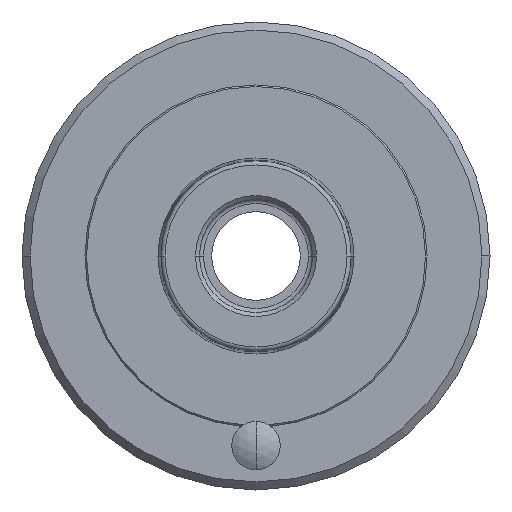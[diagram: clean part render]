
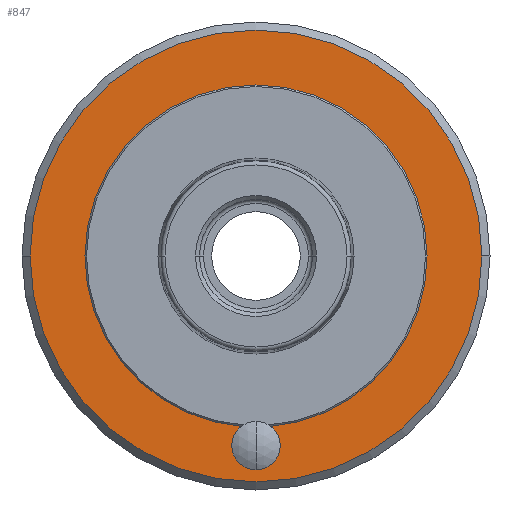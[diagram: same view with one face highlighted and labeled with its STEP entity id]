
A CAD part, left-side view. The second image highlights one B-rep face of the part: STEP entity #847.
In plain terms, the highlighted planar face has unit normal (-1, 0, 0).
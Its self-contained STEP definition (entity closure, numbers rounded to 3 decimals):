
#847=ADVANCED_FACE('',(#1090,#1091),#979,.T.);
#979=PLANE('',#2995);
#1090=FACE_BOUND('',#1122,.T.);
#1091=FACE_BOUND('',#1123,.T.);
#1122=EDGE_LOOP('',(#1438,#1439,#1440,#1441,#1442));
#1123=EDGE_LOOP('',(#1443,#1444));
#1283=CIRCLE('',#2988,21.2);
#1284=CIRCLE('',#2989,3.);
#1285=CIRCLE('',#2990,3.);
#1286=CIRCLE('',#2991,21.2);
#1287=CIRCLE('',#2992,21.2);
#1288=CIRCLE('',#2993,28.);
#1289=CIRCLE('',#2994,28.);
#1438=ORIENTED_EDGE('',*,*,#2315,.T.);
#1439=ORIENTED_EDGE('',*,*,#2316,.F.);
#1440=ORIENTED_EDGE('',*,*,#2317,.F.);
#1441=ORIENTED_EDGE('',*,*,#2318,.T.);
#1442=ORIENTED_EDGE('',*,*,#2319,.T.);
#1443=ORIENTED_EDGE('',*,*,#2320,.T.);
#1444=ORIENTED_EDGE('',*,*,#2321,.T.);
#2102=VERTEX_POINT('',#4374);
#2103=VERTEX_POINT('',#4375);
#2104=VERTEX_POINT('',#4377);
#2105=VERTEX_POINT('',#4379);
#2106=VERTEX_POINT('',#4381);
#2107=VERTEX_POINT('',#4384);
#2108=VERTEX_POINT('',#4385);
#2315=EDGE_CURVE('',#2102,#2103,#1283,.T.);
#2316=EDGE_CURVE('',#2104,#2103,#1284,.T.);
#2317=EDGE_CURVE('',#2105,#2104,#1285,.T.);
#2318=EDGE_CURVE('',#2105,#2106,#1286,.T.);
#2319=EDGE_CURVE('',#2106,#2102,#1287,.T.);
#2320=EDGE_CURVE('',#2107,#2108,#1288,.T.);
#2321=EDGE_CURVE('',#2108,#2107,#1289,.T.);
#2988=AXIS2_PLACEMENT_3D('',#4373,#3285,#3286);
#2989=AXIS2_PLACEMENT_3D('',#4376,#3287,#3288);
#2990=AXIS2_PLACEMENT_3D('',#4378,#3289,#3290);
#2991=AXIS2_PLACEMENT_3D('',#4380,#3291,#3292);
#2992=AXIS2_PLACEMENT_3D('',#4382,#3293,#3294);
#2993=AXIS2_PLACEMENT_3D('',#4383,#3295,#3296);
#2994=AXIS2_PLACEMENT_3D('',#4386,#3297,#3298);
#2995=AXIS2_PLACEMENT_3D('',#4387,#3299,#3300);
#3285=DIRECTION('',(1.,0.,0.));
#3286=DIRECTION('',(0.,1.,0.));
#3287=DIRECTION('',(-1.,0.,0.));
#3288=DIRECTION('',(0.,0.,1.));
#3289=DIRECTION('',(-1.,0.,0.));
#3290=DIRECTION('',(0.,0.,1.));
#3291=DIRECTION('',(1.,0.,0.));
#3292=DIRECTION('',(0.,1.,0.));
#3293=DIRECTION('',(1.,0.,0.));
#3294=DIRECTION('',(0.,1.,0.));
#3295=DIRECTION('',(-1.,0.,0.));
#3296=DIRECTION('',(0.,-1.,0.));
#3297=DIRECTION('',(-1.,0.,0.));
#3298=DIRECTION('',(0.,-1.,0.));
#3299=DIRECTION('',(-1.,0.,0.));
#3300=DIRECTION('',(0.,0.,-1.));
#4373=CARTESIAN_POINT('',(-8.3,0.,0.));
#4374=CARTESIAN_POINT('',(-8.3,-21.2,0.));
#4375=CARTESIAN_POINT('',(-8.3,-1.828,-21.121));
#4376=CARTESIAN_POINT('',(-8.3,0.,-23.5));
#4377=CARTESIAN_POINT('',(-8.3,0.,-26.5));
#4378=CARTESIAN_POINT('',(-8.3,0.,-23.5));
#4379=CARTESIAN_POINT('',(-8.3,1.828,-21.121));
#4380=CARTESIAN_POINT('',(-8.3,0.,0.));
#4381=CARTESIAN_POINT('',(-8.3,21.2,0.));
#4382=CARTESIAN_POINT('',(-8.3,0.,0.));
#4383=CARTESIAN_POINT('',(-8.3,0.,0.));
#4384=CARTESIAN_POINT('',(-8.3,28.,0.));
#4385=CARTESIAN_POINT('',(-8.3,-28.,0.));
#4386=CARTESIAN_POINT('',(-8.3,0.,0.));
#4387=CARTESIAN_POINT('',(-8.3,19.25,-12.568));
